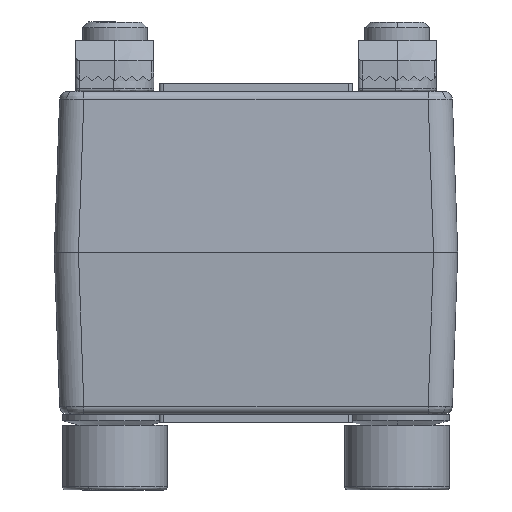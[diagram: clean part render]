
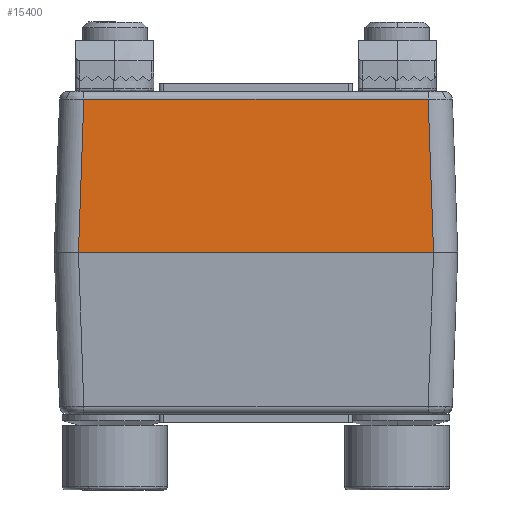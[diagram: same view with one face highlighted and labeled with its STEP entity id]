
A CAD part, left-side view. The second image highlights one B-rep face of the part: STEP entity #15400.
In plain terms, the highlighted planar face has unit normal (-0.999, 0, 0.035).
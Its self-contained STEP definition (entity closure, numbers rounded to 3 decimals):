
#1660 = ORIENTED_EDGE ( 'NONE', *, *, #21186, .F. ) ;
#1668 = CARTESIAN_POINT ( 'NONE',  ( 0., 25., 0. ) ) ;
#3817 = VERTEX_POINT ( 'NONE', #42838 ) ;
#5296 = VERTEX_POINT ( 'NONE', #33481 ) ;
#8614 = EDGE_CURVE ( 'NONE', #39936, #18808, #16916, .T. ) ;
#10581 = DIRECTION ( 'NONE',  ( 0., -1., 0. ) ) ;
#11086 = LINE ( 'NONE', #36881, #19226 ) ;
#13005 = ORIENTED_EDGE ( 'NONE', *, *, #23269, .T. ) ;
#14396 = ORIENTED_EDGE ( 'NONE', *, *, #33169, .T. ) ;
#15400 = ADVANCED_FACE ( 'NONE', ( #43523 ), #43274, .T. ) ;
#15501 = DIRECTION ( 'NONE',  ( 0.035, 0., 0.999 ) ) ;
#15950 = DIRECTION ( 'NONE',  ( -0.999, 0., 0.035 ) ) ;
#16916 = LINE ( 'NONE', #24462, #35473 ) ;
#18808 = VERTEX_POINT ( 'NONE', #26563 ) ;
#19226 = VECTOR ( 'NONE', #44058, 1000. ) ;
#21186 = EDGE_CURVE ( 'NONE', #5296, #3817, #11086, .T. ) ;
#22290 = CARTESIAN_POINT ( 'NONE',  ( 0., 22.002, 0. ) ) ;
#23269 = EDGE_CURVE ( 'NONE', #18808, #3817, #44614, .T. ) ;
#23670 = EDGE_LOOP ( 'NONE', ( #14396, #30369, #13005, #1660 ) ) ;
#24462 = CARTESIAN_POINT ( 'NONE',  ( 0., 25., 0. ) ) ;
#26076 = VECTOR ( 'NONE', #33921, 1000. ) ;
#26563 = CARTESIAN_POINT ( 'NONE',  ( 0., -22.002, 0. ) ) ;
#30369 = ORIENTED_EDGE ( 'NONE', *, *, #8614, .T. ) ;
#30421 = CARTESIAN_POINT ( 'NONE',  ( 0., -22.002, 0. ) ) ;
#33169 = EDGE_CURVE ( 'NONE', #5296, #39936, #39075, .T. ) ;
#33481 = CARTESIAN_POINT ( 'NONE',  ( 0.665, 21.337, 19.035 ) ) ;
#33495 = AXIS2_PLACEMENT_3D ( 'NONE', #1668, #15950, #15501 ) ;
#33921 = DIRECTION ( 'NONE',  ( 0.035, 0.035, 0.999 ) ) ;
#35473 = VECTOR ( 'NONE', #10581, 1000. ) ;
#36881 = CARTESIAN_POINT ( 'NONE',  ( 0.665, -25., 19.035 ) ) ;
#37992 = VECTOR ( 'NONE', #42102, 1000. ) ;
#38722 = CARTESIAN_POINT ( 'NONE',  ( 0.665, 21.337, 19.035 ) ) ;
#39075 = LINE ( 'NONE', #38722, #37992 ) ;
#39936 = VERTEX_POINT ( 'NONE', #22290 ) ;
#42102 = DIRECTION ( 'NONE',  ( -0.035, 0.035, -0.999 ) ) ;
#42838 = CARTESIAN_POINT ( 'NONE',  ( 0.665, -21.337, 19.035 ) ) ;
#43274 = PLANE ( 'NONE',  #33495 ) ;
#43523 = FACE_OUTER_BOUND ( 'NONE', #23670, .T. ) ;
#44058 = DIRECTION ( 'NONE',  ( 0., -1., 0. ) ) ;
#44614 = LINE ( 'NONE', #30421, #26076 ) ;
